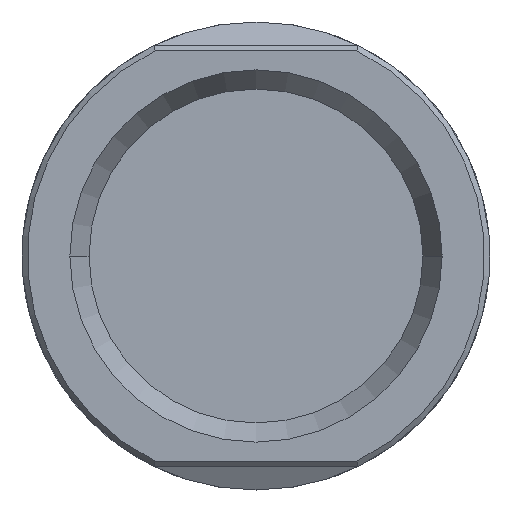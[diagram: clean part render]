
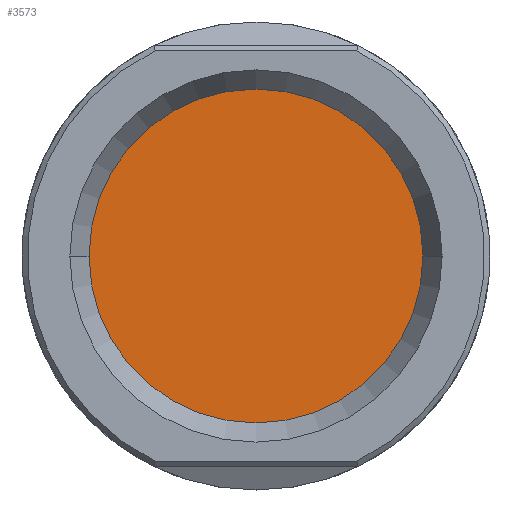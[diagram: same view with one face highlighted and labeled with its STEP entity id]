
A CAD part, left-side view. The second image highlights one B-rep face of the part: STEP entity #3573.
In plain terms, the highlighted planar face has unit normal (-1, 0, 0).
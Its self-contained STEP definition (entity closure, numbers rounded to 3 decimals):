
#340 = EDGE_CURVE ( 'NONE', #4052, #2814, #3557, .T. ) ;
#881 = DIRECTION ( 'NONE',  ( -1., 0., 0. ) ) ;
#937 = ORIENTED_EDGE ( 'NONE', *, *, #3874, .T. ) ;
#1141 = CARTESIAN_POINT ( 'NONE',  ( -15.6, 0., 0. ) ) ;
#1200 = PLANE ( 'NONE',  #1263 ) ;
#1263 = AXIS2_PLACEMENT_3D ( 'NONE', #1141, #4755, #1639 ) ;
#1611 = EDGE_LOOP ( 'NONE', ( #2553, #937 ) ) ;
#1639 = DIRECTION ( 'NONE',  ( 0., 0., 1. ) ) ;
#1808 = DIRECTION ( 'NONE',  ( 0., 0., -1. ) ) ;
#1821 = FACE_OUTER_BOUND ( 'NONE', #1611, .T. ) ;
#2062 = CARTESIAN_POINT ( 'NONE',  ( -15.6, 0., 15.7 ) ) ;
#2553 = ORIENTED_EDGE ( 'NONE', *, *, #340, .T. ) ;
#2694 = DIRECTION ( 'NONE',  ( -1., 0., 0. ) ) ;
#2744 = CARTESIAN_POINT ( 'NONE',  ( -15.6, 0., 0. ) ) ;
#2814 = VERTEX_POINT ( 'NONE', #2062 ) ;
#2924 = AXIS2_PLACEMENT_3D ( 'NONE', #4441, #2694, #1808 ) ;
#3116 = AXIS2_PLACEMENT_3D ( 'NONE', #2744, #881, #4908 ) ;
#3557 = CIRCLE ( 'NONE', #2924, 15.7 ) ;
#3573 = ADVANCED_FACE ( 'NONE', ( #1821 ), #1200, .T. ) ;
#3715 = CARTESIAN_POINT ( 'NONE',  ( -15.6, 0., -15.7 ) ) ;
#3874 = EDGE_CURVE ( 'NONE', #2814, #4052, #5627, .T. ) ;
#4052 = VERTEX_POINT ( 'NONE', #3715 ) ;
#4441 = CARTESIAN_POINT ( 'NONE',  ( -15.6, 0., 0. ) ) ;
#4755 = DIRECTION ( 'NONE',  ( -1., 0., 0. ) ) ;
#4908 = DIRECTION ( 'NONE',  ( 0., 0., -1. ) ) ;
#5627 = CIRCLE ( 'NONE', #3116, 15.7 ) ;
